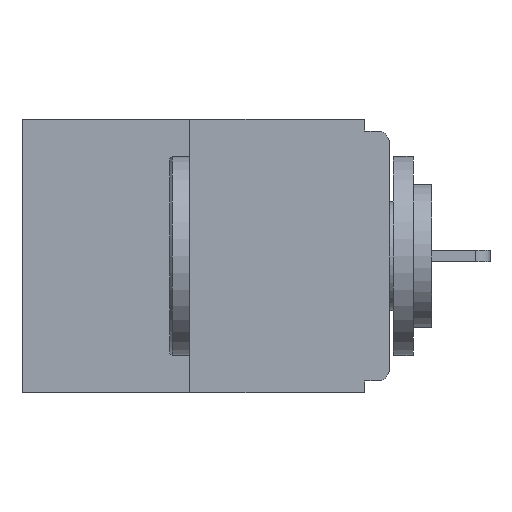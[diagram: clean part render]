
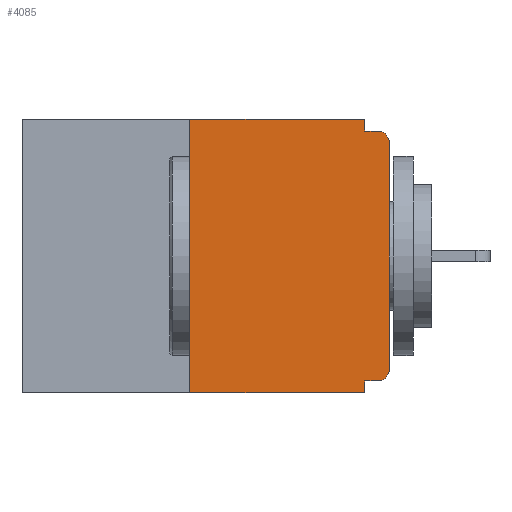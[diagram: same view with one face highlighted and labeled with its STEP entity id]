
A CAD part, left-side view. The second image highlights one B-rep face of the part: STEP entity #4085.
In plain terms, the highlighted planar face has unit normal (-1, 0, 0).
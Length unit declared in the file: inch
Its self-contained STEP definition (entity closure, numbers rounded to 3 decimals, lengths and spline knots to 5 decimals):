
#72 = LINE ( 'NONE', #6493, #8497 ) ;
#120 = ORIENTED_EDGE ( 'NONE', *, *, #3517, .T. ) ;
#137 = DIRECTION ( 'NONE',  ( 0., 0., 1. ) ) ;
#179 = AXIS2_PLACEMENT_3D ( 'NONE', #1882, #7045, #9685 ) ;
#450 = DIRECTION ( 'NONE',  ( 0., -1., 0. ) ) ;
#749 = AXIS2_PLACEMENT_3D ( 'NONE', #6648, #6731, #8401 ) ;
#842 = CARTESIAN_POINT ( 'NONE',  ( 0., 0.25, 0. ) ) ;
#923 = VECTOR ( 'NONE', #7509, 39.37008 ) ;
#987 = VECTOR ( 'NONE', #6478, 39.37008 ) ;
#1041 = ORIENTED_EDGE ( 'NONE', *, *, #11297, .T. ) ;
#1130 = CIRCLE ( 'NONE', #179, 0.015 ) ;
#1291 = CIRCLE ( 'NONE', #749, 0.015 ) ;
#1309 = VERTEX_POINT ( 'NONE', #8320 ) ;
#1434 = ORIENTED_EDGE ( 'NONE', *, *, #10052, .T. ) ;
#1513 = CARTESIAN_POINT ( 'NONE',  ( 0., 0., -0.328 ) ) ;
#1714 = ORIENTED_EDGE ( 'NONE', *, *, #4910, .F. ) ;
#1761 = DIRECTION ( 'NONE',  ( 0., 0., -1. ) ) ;
#1793 = PLANE ( 'NONE',  #2339 ) ;
#1882 = CARTESIAN_POINT ( 'NONE',  ( 0., 0.015, -0.313 ) ) ;
#2107 = CARTESIAN_POINT ( 'NONE',  ( 0., 0., 0. ) ) ;
#2131 = VERTEX_POINT ( 'NONE', #842 ) ;
#2339 = AXIS2_PLACEMENT_3D ( 'NONE', #3565, #3538, #1761 ) ;
#2435 = VERTEX_POINT ( 'NONE', #10746 ) ;
#2786 = CARTESIAN_POINT ( 'NONE',  ( 0., 0.25, 0. ) ) ;
#2889 = LINE ( 'NONE', #2107, #987 ) ;
#3279 = VERTEX_POINT ( 'NONE', #5739 ) ;
#3517 = EDGE_CURVE ( 'NONE', #3279, #3787, #1130, .T. ) ;
#3538 = DIRECTION ( 'NONE',  ( 1., 0., 0. ) ) ;
#3565 = CARTESIAN_POINT ( 'NONE',  ( 0., 0.46, 0. ) ) ;
#3787 = VERTEX_POINT ( 'NONE', #5886 ) ;
#3791 = DIRECTION ( 'NONE',  ( 0., -1., 0. ) ) ;
#3921 = CARTESIAN_POINT ( 'NONE',  ( 0., 0.46, -0.343 ) ) ;
#4028 = LINE ( 'NONE', #3921, #5256 ) ;
#4085 = ADVANCED_FACE ( 'NONE', ( #5595 ), #1793, .F. ) ;
#4192 = CARTESIAN_POINT ( 'NONE',  ( 0., 0.031, 0. ) ) ;
#4475 = ORIENTED_EDGE ( 'NONE', *, *, #6530, .F. ) ;
#4793 = ORIENTED_EDGE ( 'NONE', *, *, #10469, .F. ) ;
#4910 = EDGE_CURVE ( 'NONE', #3279, #2435, #5082, .T. ) ;
#5046 = DIRECTION ( 'NONE',  ( 0., 1., 0. ) ) ;
#5082 = LINE ( 'NONE', #1513, #5771 ) ;
#5101 = EDGE_CURVE ( 'NONE', #10981, #10609, #72, .T. ) ;
#5256 = VECTOR ( 'NONE', #450, 39.37008 ) ;
#5343 = CARTESIAN_POINT ( 'NONE',  ( 0., 0.031, -0.343 ) ) ;
#5422 = VERTEX_POINT ( 'NONE', #5343 ) ;
#5595 = FACE_OUTER_BOUND ( 'NONE', #6097, .T. ) ;
#5739 = CARTESIAN_POINT ( 'NONE',  ( 0., 0.015, -0.328 ) ) ;
#5771 = VECTOR ( 'NONE', #5046, 39.37008 ) ;
#5864 = VECTOR ( 'NONE', #7696, 39.37008 ) ;
#5886 = CARTESIAN_POINT ( 'NONE',  ( 0., 0., -0.313 ) ) ;
#5995 = CARTESIAN_POINT ( 'NONE',  ( 0., 0.46, 0. ) ) ;
#6097 = EDGE_LOOP ( 'NONE', ( #8174, #4475, #1434, #11131, #1714, #120, #1041, #7151, #4793, #8627 ) ) ;
#6102 = CARTESIAN_POINT ( 'NONE',  ( 0., 0.015, -0.015 ) ) ;
#6140 = EDGE_CURVE ( 'NONE', #2131, #10981, #6539, .T. ) ;
#6478 = DIRECTION ( 'NONE',  ( 0., 0., 1. ) ) ;
#6493 = CARTESIAN_POINT ( 'NONE',  ( 0., 0.031, 0. ) ) ;
#6530 = EDGE_CURVE ( 'NONE', #1309, #2131, #7350, .T. ) ;
#6539 = LINE ( 'NONE', #5995, #5864 ) ;
#6648 = CARTESIAN_POINT ( 'NONE',  ( 0., 0.015, -0.03 ) ) ;
#6731 = DIRECTION ( 'NONE',  ( -1., 0., 0. ) ) ;
#7045 = DIRECTION ( 'NONE',  ( -1., 0., 0. ) ) ;
#7151 = ORIENTED_EDGE ( 'NONE', *, *, #10707, .T. ) ;
#7202 = CARTESIAN_POINT ( 'NONE',  ( 0., 0., -0.015 ) ) ;
#7350 = LINE ( 'NONE', #2786, #8848 ) ;
#7509 = DIRECTION ( 'NONE',  ( 0., 0., -1. ) ) ;
#7696 = DIRECTION ( 'NONE',  ( 0., -1., 0. ) ) ;
#8174 = ORIENTED_EDGE ( 'NONE', *, *, #6140, .F. ) ;
#8229 = VECTOR ( 'NONE', #3791, 39.37008 ) ;
#8320 = CARTESIAN_POINT ( 'NONE',  ( 0., 0.25, -0.343 ) ) ;
#8330 = VERTEX_POINT ( 'NONE', #6102 ) ;
#8342 = DIRECTION ( 'NONE',  ( 0., 0., -1. ) ) ;
#8401 = DIRECTION ( 'NONE',  ( 0., 0., -1. ) ) ;
#8497 = VECTOR ( 'NONE', #8342, 39.37008 ) ;
#8627 = ORIENTED_EDGE ( 'NONE', *, *, #5101, .F. ) ;
#8665 = CARTESIAN_POINT ( 'NONE',  ( 0., 0., -0.03 ) ) ;
#8787 = LINE ( 'NONE', #10137, #923 ) ;
#8848 = VECTOR ( 'NONE', #137, 39.37008 ) ;
#8850 = VERTEX_POINT ( 'NONE', #8665 ) ;
#9110 = EDGE_CURVE ( 'NONE', #2435, #5422, #8787, .T. ) ;
#9685 = DIRECTION ( 'NONE',  ( 0., 0., -1. ) ) ;
#10052 = EDGE_CURVE ( 'NONE', #1309, #5422, #4028, .T. ) ;
#10137 = CARTESIAN_POINT ( 'NONE',  ( 0., 0.031, -0.343 ) ) ;
#10469 = EDGE_CURVE ( 'NONE', #10609, #8330, #10544, .T. ) ;
#10544 = LINE ( 'NONE', #7202, #8229 ) ;
#10609 = VERTEX_POINT ( 'NONE', #11011 ) ;
#10707 = EDGE_CURVE ( 'NONE', #8850, #8330, #1291, .T. ) ;
#10746 = CARTESIAN_POINT ( 'NONE',  ( 0., 0.031, -0.328 ) ) ;
#10981 = VERTEX_POINT ( 'NONE', #4192 ) ;
#11011 = CARTESIAN_POINT ( 'NONE',  ( 0., 0.031, -0.015 ) ) ;
#11131 = ORIENTED_EDGE ( 'NONE', *, *, #9110, .F. ) ;
#11297 = EDGE_CURVE ( 'NONE', #3787, #8850, #2889, .T. ) ;
